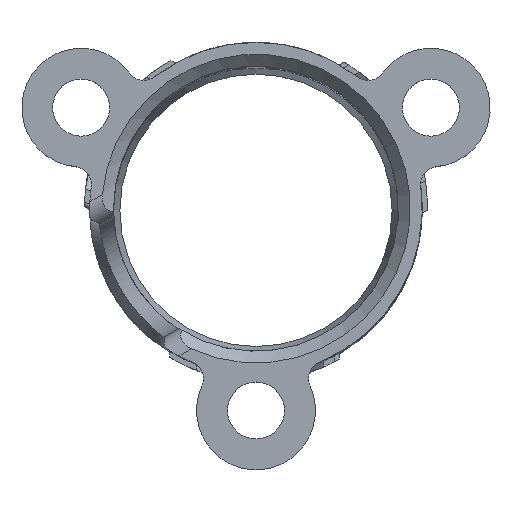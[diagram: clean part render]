
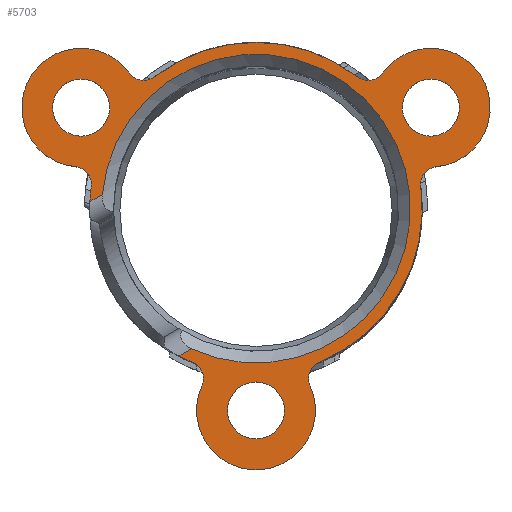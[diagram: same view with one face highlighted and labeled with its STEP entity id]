
A CAD part, top view. The second image highlights one B-rep face of the part: STEP entity #5703.
In plain terms, the highlighted planar face has unit normal (0, 0, 1).
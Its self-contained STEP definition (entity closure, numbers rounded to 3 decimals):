
#34=FACE_BOUND('',#1320,.T.);
#35=FACE_BOUND('',#1321,.T.);
#36=FACE_BOUND('',#1322,.T.);
#53=CIRCLE('',#5854,7.);
#56=CIRCLE('',#5857,7.);
#60=CIRCLE('',#5863,7.);
#64=CIRCLE('',#5867,7.);
#131=CIRCLE('',#6040,0.75);
#132=CIRCLE('',#6042,2.5);
#133=CIRCLE('',#6044,0.75);
#134=CIRCLE('',#6046,2.5);
#135=CIRCLE('',#6048,0.75);
#136=CIRCLE('',#6050,0.75);
#137=CIRCLE('',#6052,0.75);
#138=CIRCLE('',#6054,2.5);
#139=CIRCLE('',#6056,0.75);
#140=CIRCLE('',#6058,6.5);
#143=CIRCLE('',#6062,1.2);
#144=CIRCLE('',#6063,1.2);
#145=CIRCLE('',#6064,1.2);
#974=FACE_OUTER_BOUND('',#1319,.T.);
#1319=EDGE_LOOP('',(#4752,#4753,#4754,#4755,#4756,#4757,#4758,#4759,#4760,
#4761,#4762,#4763,#4764,#4765,#4766,#4767));
#1320=EDGE_LOOP('',(#4768));
#1321=EDGE_LOOP('',(#4769));
#1322=EDGE_LOOP('',(#4770));
#1465=LINE('',#7441,#1787);
#1676=LINE('',#13897,#1998);
#1787=VECTOR('',#6248,10.);
#1998=VECTOR('',#6893,10.);
#2192=VERTEX_POINT('',#7433);
#2193=VERTEX_POINT('',#7440);
#2233=VERTEX_POINT('',#8096);
#2234=VERTEX_POINT('',#8101);
#2237=VERTEX_POINT('',#8108);
#2238=VERTEX_POINT('',#8110);
#2249=VERTEX_POINT('',#8172);
#2250=VERTEX_POINT('',#8174);
#2267=VERTEX_POINT('',#8265);
#2640=VERTEX_POINT('',#13846);
#2641=VERTEX_POINT('',#13850);
#2642=VERTEX_POINT('',#13854);
#2643=VERTEX_POINT('',#13858);
#2644=VERTEX_POINT('',#13864);
#2645=VERTEX_POINT('',#13868);
#2646=VERTEX_POINT('',#13876);
#2649=VERTEX_POINT('',#13898);
#2650=VERTEX_POINT('',#13900);
#2651=VERTEX_POINT('',#13902);
#2764=EDGE_CURVE('',#2192,#2193,#1465,.T.);
#2820=EDGE_CURVE('',#2234,#2233,#53,.T.);
#2825=EDGE_CURVE('',#2237,#2238,#56,.T.);
#2837=EDGE_CURVE('',#2249,#2250,#60,.T.);
#2855=EDGE_CURVE('',#2192,#2267,#64,.T.);
#3407=EDGE_CURVE('',#2640,#2237,#131,.T.);
#3409=EDGE_CURVE('',#2641,#2640,#132,.T.);
#3411=EDGE_CURVE('',#2642,#2249,#133,.T.);
#3413=EDGE_CURVE('',#2643,#2642,#134,.T.);
#3414=EDGE_CURVE('',#2238,#2643,#135,.T.);
#3415=EDGE_CURVE('',#2250,#2644,#136,.T.);
#3418=EDGE_CURVE('',#2645,#2267,#137,.T.);
#3419=EDGE_CURVE('',#2644,#2645,#138,.T.);
#3420=EDGE_CURVE('',#2234,#2641,#139,.T.);
#3421=EDGE_CURVE('',#2193,#2646,#140,.T.);
#3425=EDGE_CURVE('',#2646,#2233,#1676,.T.);
#3426=EDGE_CURVE('',#2649,#2649,#143,.T.);
#3427=EDGE_CURVE('',#2650,#2650,#144,.T.);
#3428=EDGE_CURVE('',#2651,#2651,#145,.T.);
#4752=ORIENTED_EDGE('',*,*,#2764,.F.);
#4753=ORIENTED_EDGE('',*,*,#2855,.T.);
#4754=ORIENTED_EDGE('',*,*,#3418,.F.);
#4755=ORIENTED_EDGE('',*,*,#3419,.F.);
#4756=ORIENTED_EDGE('',*,*,#3415,.F.);
#4757=ORIENTED_EDGE('',*,*,#2837,.F.);
#4758=ORIENTED_EDGE('',*,*,#3411,.F.);
#4759=ORIENTED_EDGE('',*,*,#3413,.F.);
#4760=ORIENTED_EDGE('',*,*,#3414,.F.);
#4761=ORIENTED_EDGE('',*,*,#2825,.F.);
#4762=ORIENTED_EDGE('',*,*,#3407,.F.);
#4763=ORIENTED_EDGE('',*,*,#3409,.F.);
#4764=ORIENTED_EDGE('',*,*,#3420,.F.);
#4765=ORIENTED_EDGE('',*,*,#2820,.T.);
#4766=ORIENTED_EDGE('',*,*,#3425,.F.);
#4767=ORIENTED_EDGE('',*,*,#3421,.F.);
#4768=ORIENTED_EDGE('',*,*,#3426,.F.);
#4769=ORIENTED_EDGE('',*,*,#3427,.F.);
#4770=ORIENTED_EDGE('',*,*,#3428,.F.);
#5438=PLANE('',#6061);
#5703=ADVANCED_FACE('',(#974,#34,#35,#36),#5438,.T.);
#5854=AXIS2_PLACEMENT_3D('',#8102,#6281,#6282);
#5857=AXIS2_PLACEMENT_3D('',#8111,#6289,#6290);
#5863=AXIS2_PLACEMENT_3D('',#8175,#6303,#6304);
#5867=AXIS2_PLACEMENT_3D('',#8267,#6313,#6314);
#6040=AXIS2_PLACEMENT_3D('',#13848,#6844,#6845);
#6042=AXIS2_PLACEMENT_3D('',#13852,#6849,#6850);
#6044=AXIS2_PLACEMENT_3D('',#13856,#6854,#6855);
#6046=AXIS2_PLACEMENT_3D('',#13860,#6859,#6860);
#6048=AXIS2_PLACEMENT_3D('',#13862,#6863,#6864);
#6050=AXIS2_PLACEMENT_3D('',#13865,#6867,#6868);
#6052=AXIS2_PLACEMENT_3D('',#13870,#6873,#6874);
#6054=AXIS2_PLACEMENT_3D('',#13872,#6877,#6878);
#6056=AXIS2_PLACEMENT_3D('',#13874,#6881,#6882);
#6058=AXIS2_PLACEMENT_3D('',#13877,#6885,#6886);
#6061=AXIS2_PLACEMENT_3D('',#13896,#6891,#6892);
#6062=AXIS2_PLACEMENT_3D('',#13899,#6894,#6895);
#6063=AXIS2_PLACEMENT_3D('',#13901,#6896,#6897);
#6064=AXIS2_PLACEMENT_3D('',#13903,#6898,#6899);
#6248=DIRECTION('',(0.866,0.5,0.));
#6281=DIRECTION('center_axis',(0.,0.,1.));
#6282=DIRECTION('ref_axis',(1.,0.,0.));
#6289=DIRECTION('center_axis',(0.,0.,-1.));
#6290=DIRECTION('ref_axis',(1.,0.,0.));
#6303=DIRECTION('center_axis',(0.,0.,-1.));
#6304=DIRECTION('ref_axis',(1.,0.,0.));
#6313=DIRECTION('center_axis',(0.,0.,1.));
#6314=DIRECTION('ref_axis',(1.,0.,0.));
#6844=DIRECTION('center_axis',(0.,0.,1.));
#6845=DIRECTION('ref_axis',(-0.146,-0.989,0.));
#6849=DIRECTION('center_axis',(0.,0.,-1.));
#6850=DIRECTION('ref_axis',(1.,0.,0.));
#6854=DIRECTION('center_axis',(0.,0.,1.));
#6855=DIRECTION('ref_axis',(-0.784,0.621,0.));
#6859=DIRECTION('center_axis',(0.,0.,-1.));
#6860=DIRECTION('ref_axis',(1.,0.,0.));
#6863=DIRECTION('center_axis',(0.,0.,1.));
#6864=DIRECTION('ref_axis',(0.146,-0.989,0.));
#6867=DIRECTION('center_axis',(0.,0.,1.));
#6868=DIRECTION('ref_axis',(-0.93,0.368,0.));
#6873=DIRECTION('center_axis',(0.,0.,1.));
#6874=DIRECTION('ref_axis',(0.93,0.368,0.));
#6877=DIRECTION('center_axis',(0.,0.,-1.));
#6878=DIRECTION('ref_axis',(1.,0.,0.));
#6881=DIRECTION('center_axis',(0.,0.,1.));
#6882=DIRECTION('ref_axis',(0.784,0.621,0.));
#6885=DIRECTION('center_axis',(0.,0.,1.));
#6886=DIRECTION('ref_axis',(1.,0.,0.));
#6891=DIRECTION('center_axis',(0.,0.,1.));
#6892=DIRECTION('ref_axis',(1.,0.,0.));
#6893=DIRECTION('',(-0.866,-0.5,0.));
#6894=DIRECTION('center_axis',(0.,0.,1.));
#6895=DIRECTION('ref_axis',(1.,0.,0.));
#6896=DIRECTION('center_axis',(0.,0.,1.));
#6897=DIRECTION('ref_axis',(1.,0.,0.));
#6898=DIRECTION('center_axis',(0.,0.,1.));
#6899=DIRECTION('ref_axis',(1.,0.,0.));
#7433=CARTESIAN_POINT('',(-3.244,-6.203,37.));
#7440=CARTESIAN_POINT('',(-2.723,-5.902,37.));
#7441=CARTESIAN_POINT('',(4.125,-1.949,37.));
#8096=CARTESIAN_POINT('',(-6.994,0.292,37.));
#8101=CARTESIAN_POINT('',(-6.94,0.918,37.));
#8102=CARTESIAN_POINT('Origin',(0.,0.,37.));
#8108=CARTESIAN_POINT('',(-4.265,5.551,37.));
#8110=CARTESIAN_POINT('',(4.265,5.551,37.));
#8111=CARTESIAN_POINT('Origin',(0.,0.,37.));
#8172=CARTESIAN_POINT('',(6.94,0.918,37.));
#8174=CARTESIAN_POINT('',(2.675,-6.469,37.));
#8175=CARTESIAN_POINT('Origin',(0.,0.,37.));
#8265=CARTESIAN_POINT('',(-2.675,-6.469,37.));
#8267=CARTESIAN_POINT('Origin',(0.,0.,37.));
#13846=CARTESIAN_POINT('',(-5.331,5.708,37.));
#13848=CARTESIAN_POINT('Origin',(-4.721,6.146,37.));
#13850=CARTESIAN_POINT('',(-7.609,1.762,37.));
#13852=CARTESIAN_POINT('Origin',(-7.361,4.25,37.));
#13854=CARTESIAN_POINT('',(7.609,1.762,37.));
#13856=CARTESIAN_POINT('Origin',(7.683,1.016,37.));
#13858=CARTESIAN_POINT('',(5.331,5.708,37.));
#13860=CARTESIAN_POINT('Origin',(7.361,4.25,37.));
#13862=CARTESIAN_POINT('Origin',(4.721,6.146,37.));
#13864=CARTESIAN_POINT('',(2.278,-7.471,37.));
#13865=CARTESIAN_POINT('Origin',(2.962,-7.162,37.));
#13868=CARTESIAN_POINT('',(-2.278,-7.471,37.));
#13870=CARTESIAN_POINT('Origin',(-2.962,-7.162,37.));
#13872=CARTESIAN_POINT('Origin',(0.,-8.5,
37.));
#13874=CARTESIAN_POINT('Origin',(-7.683,1.016,37.));
#13876=CARTESIAN_POINT('',(-6.473,0.593,37.));
#13877=CARTESIAN_POINT('Origin',(0.,0.,37.));
#13896=CARTESIAN_POINT('Origin',(6.,0.,37.));
#13897=CARTESIAN_POINT('',(0.375,4.547,37.));
#13898=CARTESIAN_POINT('',(6.161,4.25,37.));
#13899=CARTESIAN_POINT('Origin',(7.361,4.25,37.));
#13900=CARTESIAN_POINT('',(-8.561,4.25,37.));
#13901=CARTESIAN_POINT('Origin',(-7.361,4.25,37.));
#13902=CARTESIAN_POINT('',(-1.2,-8.5,37.));
#13903=CARTESIAN_POINT('Origin',(0.,-8.5,
37.));
